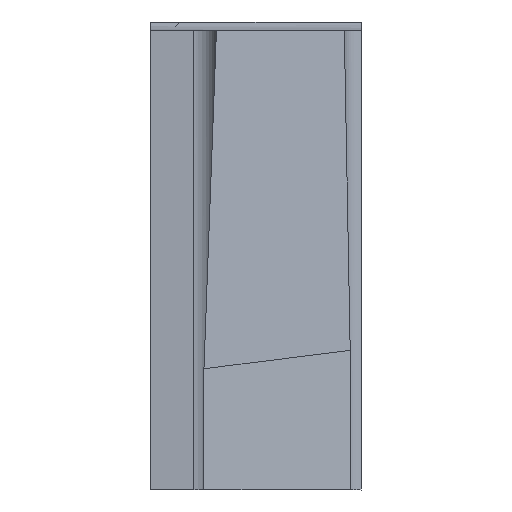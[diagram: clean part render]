
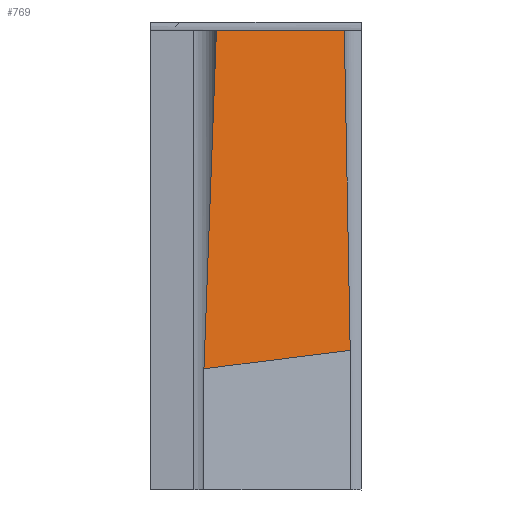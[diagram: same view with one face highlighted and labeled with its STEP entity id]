
A CAD part, front view. The second image highlights one B-rep face of the part: STEP entity #769.
In plain terms, the highlighted planar face has unit normal (0, -0.427, 0.904).
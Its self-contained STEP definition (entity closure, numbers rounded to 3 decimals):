
#563=CARTESIAN_POINT('',(1.123,-5.452,0.85));
#564=VERTEX_POINT('',#563);
#670=CARTESIAN_POINT('',(3.309,-5.452,0.85));
#671=VERTEX_POINT('',#670);
#682=CARTESIAN_POINT('',(3.309,-5.452,0.85));
#683=DIRECTION('',(-1.,0.,0.));
#684=VECTOR('',#683,2.186);
#685=LINE('',#682,#684);
#686=EDGE_CURVE('',#671,#564,#685,.T.);
#707=CARTESIAN_POINT('',(2.655,-12.037,-2.263));
#708=DIRECTION('',(0.,0.427,-0.904));
#709=DIRECTION('',(0.,0.386,0.183));
#710=AXIS2_PLACEMENT_3D('',#707,#708,#709);
#711=PLANE('',#710);
#712=CARTESIAN_POINT('',(3.309,-5.452,0.85));
#713=DIRECTION('',(0.008,-0.904,-0.427));
#714=VECTOR('',#713,12.779);
#715=LINE('',#712,#714);
#716=CARTESIAN_POINT('',(3.41,-17.005,-4.611));
#717=VERTEX_POINT('',#716);
#718=EDGE_CURVE('',#671,#717,#715,.T.);
#719=ORIENTED_EDGE('Edge 1037',*,*,#718,.F.);
#728=CARTESIAN_POINT('',(3.41,-17.005,-4.611));
#729=DIRECTION('',(-0.959,-0.257,-0.121));
#730=VECTOR('',#729,2.607);
#731=LINE('',#728,#730);
#732=CARTESIAN_POINT('',(0.91,-17.675,-4.928));
#733=VERTEX_POINT('',#732);
#734=EDGE_CURVE('',#717,#733,#731,.T.);
#735=ORIENTED_EDGE('Edge 280',*,*,#734,.F.);
#744=CARTESIAN_POINT('',(0.91,-17.675,-4.928));
#745=DIRECTION('',(0.016,0.904,0.427));
#746=VECTOR('',#745,13.522);
#747=LINE('',#744,#746);
#748=EDGE_CURVE('',#733,#564,#747,.T.);
#749=ORIENTED_EDGE('Edge 285',*,*,#748,.F.);
#758=ORIENTED_EDGE('Edge 424',*,*,#686,.T.);
#767=EDGE_LOOP('',(#758,#749,#735,#719));
#768=FACE_OUTER_BOUND('Loop 291',#767,.T.);
#769=ADVANCED_FACE('Face 292',(#768),#711,.F.);
